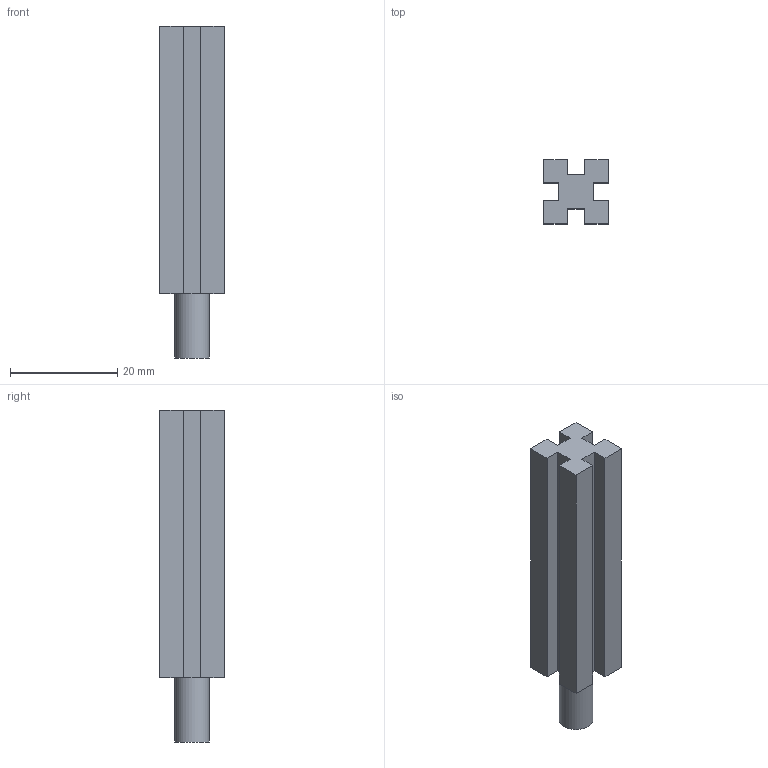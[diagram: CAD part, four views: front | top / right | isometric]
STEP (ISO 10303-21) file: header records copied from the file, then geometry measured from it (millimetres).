
FILE_DESCRIPTION(('FreeCAD Model'),'2;1');
FILE_NAME('Open CASCADE Shape Model','2023-02-07T15:24:19',(''),(''), 'Open CASCADE STEP processor 7.6','FreeCAD','Unknown');
FILE_SCHEMA(('AUTOMOTIVE_DESIGN { 1 0 10303 214 1 1 1 1 }'));
Length unit declared in the file: millimetre
Products named in the file (1): MazePegBody
Bounding box: 12 x 12 x 62 mm (x, y, z)
Volume: 5714.4 mm3; surface area: 3982.8 mm2
Topology: 1 solids, 1 shells, 27 faces, 70 edges, 45 vertices
Faces by surface type: plane 26, cylinder 1
Full cylindrical faces by diameter (mm): 6.35 x1
Entity records: 831 total; most frequent: CARTESIAN_POINT 143, ORIENTED_EDGE 140, DIRECTION 131, EDGE_CURVE 70, LINE 65, VECTOR 65, VERTEX_POINT 45, AXIS2_PLACEMENT_3D 33
